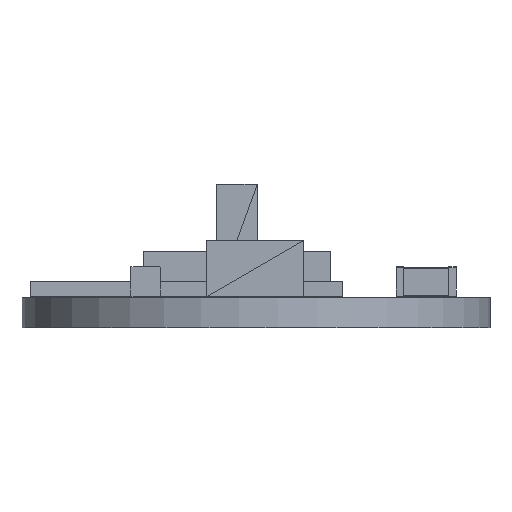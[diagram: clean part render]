
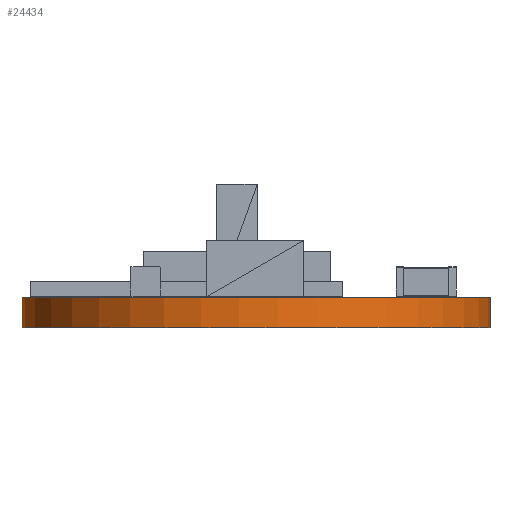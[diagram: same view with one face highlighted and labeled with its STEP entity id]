
A CAD part, left-side view. The second image highlights one B-rep face of the part: STEP entity #24434.
In plain terms, the highlighted cylindrical face has radius 12.446 mm (diameter 24.892 mm), a partial arc.
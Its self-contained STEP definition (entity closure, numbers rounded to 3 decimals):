
#21593 = PLANE('',#21594);
#21594 = AXIS2_PLACEMENT_3D('',#21595,#21596,#21597);
#21595 = CARTESIAN_POINT('',(141.852,-92.592,1.6));
#21596 = DIRECTION('',(-0.,-0.,-1.));
#21597 = DIRECTION('',(-1.,0.,0.));
#21647 = PLANE('',#21648);
#21648 = AXIS2_PLACEMENT_3D('',#21649,#21650,#21651);
#21649 = CARTESIAN_POINT('',(141.852,-92.592,0.));
#21650 = DIRECTION('',(-0.,-0.,-1.));
#21651 = DIRECTION('',(-1.,0.,0.));
#21680 = PLANE('',#21681);
#21681 = AXIS2_PLACEMENT_3D('',#21682,#21683,#21684);
#21682 = CARTESIAN_POINT('',(129.411,-80.204,0.));
#21683 = DIRECTION('',(0.,1.,-0.));
#21684 = DIRECTION('',(1.,0.,0.));
#21990 = VERTEX_POINT('',#21991);
#21991 = CARTESIAN_POINT('',(129.715,-105.092,0.));
#22005 = PLANE('',#22006);
#22006 = AXIS2_PLACEMENT_3D('',#22007,#22008,#22009);
#22007 = CARTESIAN_POINT('',(153.541,-105.096,0.));
#22008 = DIRECTION('',(0.,-1.,0.));
#22009 = DIRECTION('',(-1.,0.,0.));
#22017 = EDGE_CURVE('',#22018,#21990,#22020,.T.);
#22018 = VERTEX_POINT('',#22019);
#22019 = CARTESIAN_POINT('',(129.411,-80.204,0.));
#22020 = SURFACE_CURVE('',#22021,(#22026,#22037),.PCURVE_S1.);
#22021 = CIRCLE('',#22022,12.446);
#22022 = AXIS2_PLACEMENT_3D('',#22023,#22024,#22025);
#22023 = CARTESIAN_POINT('',(129.411,-92.65,0.));
#22024 = DIRECTION('',(0.,0.,1.));
#22025 = DIRECTION('',(1.,0.,-0.));
#22026 = PCURVE('',#21647,#22027);
#22027 = DEFINITIONAL_REPRESENTATION('',(#22028),#22036);
#22028 = ( BOUNDED_CURVE() B_SPLINE_CURVE(2,(#22029,#22030,#22031,#22032
    ,#22033,#22034,#22035),.UNSPECIFIED.,.T.,.F.) 
B_SPLINE_CURVE_WITH_KNOTS((1,2,2,2,2,1),(-2.094,0.,
    2.094,4.189,6.283,8.378),
.UNSPECIFIED.) CURVE() GEOMETRIC_REPRESENTATION_ITEM() 
RATIONAL_B_SPLINE_CURVE((1.,0.5,1.,0.5,1.,0.5,1.)) REPRESENTATION_ITEM(
  '') );
#22029 = CARTESIAN_POINT('',(-0.005,-0.058));
#22030 = CARTESIAN_POINT('',(-0.005,21.499));
#22031 = CARTESIAN_POINT('',(18.664,10.72));
#22032 = CARTESIAN_POINT('',(37.333,-0.058));
#22033 = CARTESIAN_POINT('',(18.664,-10.837));
#22034 = CARTESIAN_POINT('',(-0.005,-21.615));
#22035 = CARTESIAN_POINT('',(-0.005,-0.058));
#22036 = ( GEOMETRIC_REPRESENTATION_CONTEXT(2) 
PARAMETRIC_REPRESENTATION_CONTEXT() REPRESENTATION_CONTEXT('2D SPACE',''
  ) );
#22037 = PCURVE('',#22038,#22043);
#22038 = CYLINDRICAL_SURFACE('',#22039,12.446);
#22039 = AXIS2_PLACEMENT_3D('',#22040,#22041,#22042);
#22040 = CARTESIAN_POINT('',(129.411,-92.65,0.));
#22041 = DIRECTION('',(-0.,-0.,-1.));
#22042 = DIRECTION('',(1.,0.,-0.));
#22043 = DEFINITIONAL_REPRESENTATION('',(#22044),#22048);
#22044 = LINE('',#22045,#22046);
#22045 = CARTESIAN_POINT('',(-0.,0.));
#22046 = VECTOR('',#22047,1.);
#22047 = DIRECTION('',(-1.,0.));
#22048 = ( GEOMETRIC_REPRESENTATION_CONTEXT(2) 
PARAMETRIC_REPRESENTATION_CONTEXT() REPRESENTATION_CONTEXT('2D SPACE',''
  ) );
#23355 = VERTEX_POINT('',#23356);
#23356 = CARTESIAN_POINT('',(129.715,-105.092,1.6));
#23377 = EDGE_CURVE('',#23378,#23355,#23380,.T.);
#23378 = VERTEX_POINT('',#23379);
#23379 = CARTESIAN_POINT('',(129.411,-80.204,1.6));
#23380 = SURFACE_CURVE('',#23381,(#23386,#23397),.PCURVE_S1.);
#23381 = CIRCLE('',#23382,12.446);
#23382 = AXIS2_PLACEMENT_3D('',#23383,#23384,#23385);
#23383 = CARTESIAN_POINT('',(129.411,-92.65,1.6));
#23384 = DIRECTION('',(0.,0.,1.));
#23385 = DIRECTION('',(1.,0.,-0.));
#23386 = PCURVE('',#21593,#23387);
#23387 = DEFINITIONAL_REPRESENTATION('',(#23388),#23396);
#23388 = ( BOUNDED_CURVE() B_SPLINE_CURVE(2,(#23389,#23390,#23391,#23392
    ,#23393,#23394,#23395),.UNSPECIFIED.,.T.,.F.) 
B_SPLINE_CURVE_WITH_KNOTS((1,2,2,2,2,1),(-2.094,0.,
    2.094,4.189,6.283,8.378),
.UNSPECIFIED.) CURVE() GEOMETRIC_REPRESENTATION_ITEM() 
RATIONAL_B_SPLINE_CURVE((1.,0.5,1.,0.5,1.,0.5,1.)) REPRESENTATION_ITEM(
  '') );
#23389 = CARTESIAN_POINT('',(-0.005,-0.058));
#23390 = CARTESIAN_POINT('',(-0.005,21.499));
#23391 = CARTESIAN_POINT('',(18.664,10.72));
#23392 = CARTESIAN_POINT('',(37.333,-0.058));
#23393 = CARTESIAN_POINT('',(18.664,-10.837));
#23394 = CARTESIAN_POINT('',(-0.005,-21.615));
#23395 = CARTESIAN_POINT('',(-0.005,-0.058));
#23396 = ( GEOMETRIC_REPRESENTATION_CONTEXT(2) 
PARAMETRIC_REPRESENTATION_CONTEXT() REPRESENTATION_CONTEXT('2D SPACE',''
  ) );
#23397 = PCURVE('',#22038,#23398);
#23398 = DEFINITIONAL_REPRESENTATION('',(#23399),#23403);
#23399 = LINE('',#23400,#23401);
#23400 = CARTESIAN_POINT('',(-0.,-1.6));
#23401 = VECTOR('',#23402,1.);
#23402 = DIRECTION('',(-1.,0.));
#23403 = ( GEOMETRIC_REPRESENTATION_CONTEXT(2) 
PARAMETRIC_REPRESENTATION_CONTEXT() REPRESENTATION_CONTEXT('2D SPACE',''
  ) );
#24384 = EDGE_CURVE('',#22018,#23378,#24385,.T.);
#24385 = SURFACE_CURVE('',#24386,(#24390,#24397),.PCURVE_S1.);
#24386 = LINE('',#24387,#24388);
#24387 = CARTESIAN_POINT('',(129.411,-80.204,0.));
#24388 = VECTOR('',#24389,1.);
#24389 = DIRECTION('',(0.,0.,1.));
#24390 = PCURVE('',#21680,#24391);
#24391 = DEFINITIONAL_REPRESENTATION('',(#24392),#24396);
#24392 = LINE('',#24393,#24394);
#24393 = CARTESIAN_POINT('',(0.,0.));
#24394 = VECTOR('',#24395,1.);
#24395 = DIRECTION('',(0.,-1.));
#24396 = ( GEOMETRIC_REPRESENTATION_CONTEXT(2) 
PARAMETRIC_REPRESENTATION_CONTEXT() REPRESENTATION_CONTEXT('2D SPACE',''
  ) );
#24397 = PCURVE('',#22038,#24398);
#24398 = DEFINITIONAL_REPRESENTATION('',(#24399),#24403);
#24399 = LINE('',#24400,#24401);
#24400 = CARTESIAN_POINT('',(-1.571,0.));
#24401 = VECTOR('',#24402,1.);
#24402 = DIRECTION('',(-0.,-1.));
#24403 = ( GEOMETRIC_REPRESENTATION_CONTEXT(2) 
PARAMETRIC_REPRESENTATION_CONTEXT() REPRESENTATION_CONTEXT('2D SPACE',''
  ) );
#24434 = ADVANCED_FACE('',(#24435),#22038,.T.);
#24435 = FACE_BOUND('',#24436,.F.);
#24436 = EDGE_LOOP('',(#24437,#24438,#24439,#24460));
#24437 = ORIENTED_EDGE('',*,*,#24384,.T.);
#24438 = ORIENTED_EDGE('',*,*,#23377,.T.);
#24439 = ORIENTED_EDGE('',*,*,#24440,.F.);
#24440 = EDGE_CURVE('',#21990,#23355,#24441,.T.);
#24441 = SURFACE_CURVE('',#24442,(#24446,#24453),.PCURVE_S1.);
#24442 = LINE('',#24443,#24444);
#24443 = CARTESIAN_POINT('',(129.715,-105.092,0.));
#24444 = VECTOR('',#24445,1.);
#24445 = DIRECTION('',(0.,0.,1.));
#24446 = PCURVE('',#22038,#24447);
#24447 = DEFINITIONAL_REPRESENTATION('',(#24448),#24452);
#24448 = LINE('',#24449,#24450);
#24449 = CARTESIAN_POINT('',(-4.737,0.));
#24450 = VECTOR('',#24451,1.);
#24451 = DIRECTION('',(-0.,-1.));
#24452 = ( GEOMETRIC_REPRESENTATION_CONTEXT(2) 
PARAMETRIC_REPRESENTATION_CONTEXT() REPRESENTATION_CONTEXT('2D SPACE',''
  ) );
#24453 = PCURVE('',#22005,#24454);
#24454 = DEFINITIONAL_REPRESENTATION('',(#24455),#24459);
#24455 = LINE('',#24456,#24457);
#24456 = CARTESIAN_POINT('',(23.826,0.));
#24457 = VECTOR('',#24458,1.);
#24458 = DIRECTION('',(0.,-1.));
#24459 = ( GEOMETRIC_REPRESENTATION_CONTEXT(2) 
PARAMETRIC_REPRESENTATION_CONTEXT() REPRESENTATION_CONTEXT('2D SPACE',''
  ) );
#24460 = ORIENTED_EDGE('',*,*,#22017,.F.);
